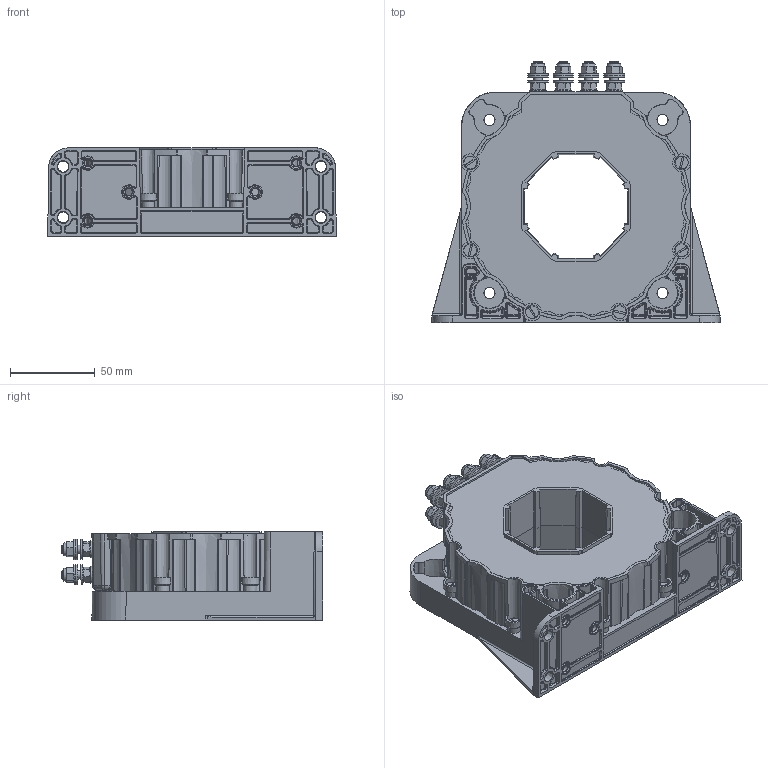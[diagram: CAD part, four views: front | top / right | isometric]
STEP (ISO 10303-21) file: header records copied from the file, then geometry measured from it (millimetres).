
FILE_DESCRIPTION((''),'2;1');
FILE_NAME('MSA2000.stp','2012-02-17T13:32:19',('lm'),(''),'Autodesk Inventor 2012','Autodesk Inventor 2012','');
FILE_SCHEMA(('AUTOMOTIVE_DESIGN { 1 0 10303 214 1 1 1 1 }'));
Length unit declared in the file: millimetre
Products named in the file (1): MSA2000-S-0000_Enveloppe_1
Bounding box: 170 x 154.04 x 52 mm (x, y, z)
Surface area: 140565.4 mm2 (no closed solid volume)
Topology: 0 solids, 139 shells, 1701 faces, 6152 edges, 4407 vertices
Faces by surface type: plane 581, bspline 359, cone 327, cylinder 275, torus 152, sphere 7
Full cylindrical faces by diameter (mm): 5 x6, 10 x6, 12 x18
Entity records: 85238 total; most frequent: CARTESIAN_POINT 36454, ORIENTED_EDGE 9004, DIRECTION 8737, EDGE_CURVE 6040, VERTEX_POINT 4371, AXIS2_PLACEMENT_3D 3581, EDGE_LOOP 1957, B_SPLINE_CURVE_WITH_KNOTS 1865
